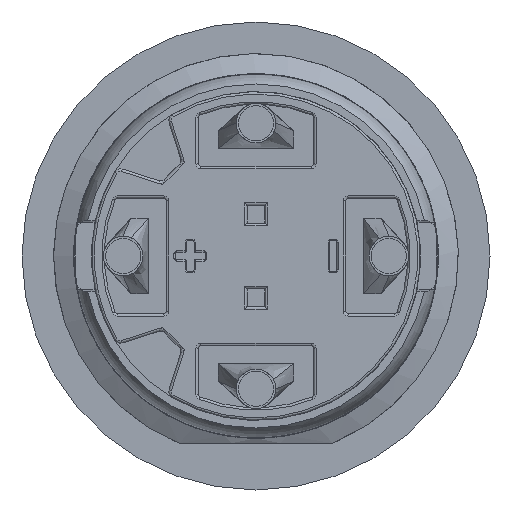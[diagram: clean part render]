
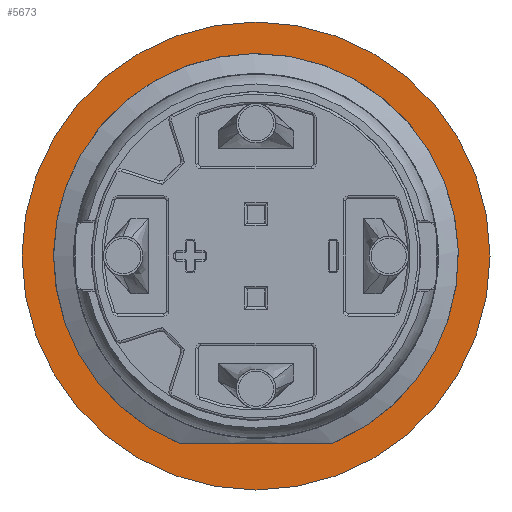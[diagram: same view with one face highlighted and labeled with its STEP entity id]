
A CAD part, front view. The second image highlights one B-rep face of the part: STEP entity #5673.
In plain terms, the highlighted planar face has unit normal (0, -1, 0).
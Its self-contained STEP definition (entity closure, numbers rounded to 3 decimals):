
#343=FACE_BOUND('',#1064,.T.);
#686=FACE_OUTER_BOUND('',#1063,.T.);
#1063=EDGE_LOOP('',(#5171,#5172));
#1064=EDGE_LOOP('',(#5173,#5174));
#1403=CIRCLE('',#6366,9.25);
#1404=CIRCLE('',#6367,9.25);
#1405=CIRCLE('',#6368,7.209);
#1406=CIRCLE('',#6369,7.209);
#2748=VERTEX_POINT('',#10534);
#2749=VERTEX_POINT('',#10535);
#2750=VERTEX_POINT('',#10538);
#2751=VERTEX_POINT('',#10539);
#3562=EDGE_CURVE('',#2748,#2749,#1403,.T.);
#3563=EDGE_CURVE('',#2749,#2748,#1404,.T.);
#3564=EDGE_CURVE('',#2750,#2751,#1405,.T.);
#3565=EDGE_CURVE('',#2751,#2750,#1406,.T.);
#5171=ORIENTED_EDGE('',*,*,#3562,.T.);
#5172=ORIENTED_EDGE('',*,*,#3563,.T.);
#5173=ORIENTED_EDGE('',*,*,#3564,.F.);
#5174=ORIENTED_EDGE('',*,*,#3565,.F.);
#5330=PLANE('',#6365);
#5673=ADVANCED_FACE('',(#686,#343),#5330,.T.);
#6365=AXIS2_PLACEMENT_3D('',#10533,#8119,#8120);
#6366=AXIS2_PLACEMENT_3D('',#10536,#8121,#8122);
#6367=AXIS2_PLACEMENT_3D('',#10537,#8123,#8124);
#6368=AXIS2_PLACEMENT_3D('',#10540,#8125,#8126);
#6369=AXIS2_PLACEMENT_3D('',#10541,#8127,#8128);
#8119=DIRECTION('center_axis',(0.,-1.,0.));
#8120=DIRECTION('ref_axis',(0.,0.,-1.));
#8121=DIRECTION('center_axis',(0.,-1.,0.));
#8122=DIRECTION('ref_axis',(1.,0.,0.));
#8123=DIRECTION('center_axis',(0.,-1.,0.));
#8124=DIRECTION('ref_axis',(1.,0.,0.));
#8125=DIRECTION('center_axis',(0.,-1.,0.));
#8126=DIRECTION('ref_axis',(1.,0.,0.));
#8127=DIRECTION('center_axis',(0.,-1.,0.));
#8128=DIRECTION('ref_axis',(1.,0.,0.));
#10533=CARTESIAN_POINT('Origin',(8.229,0.,
0.));
#10534=CARTESIAN_POINT('',(9.25,0.,0.));
#10535=CARTESIAN_POINT('',(-9.25,0.,0.));
#10536=CARTESIAN_POINT('Origin',(0.,0.,0.));
#10537=CARTESIAN_POINT('Origin',(0.,0.,0.));
#10538=CARTESIAN_POINT('',(7.209,0.,0.));
#10539=CARTESIAN_POINT('',(-7.209,0.,0.));
#10540=CARTESIAN_POINT('Origin',(0.,0.,0.));
#10541=CARTESIAN_POINT('Origin',(0.,0.,0.));
